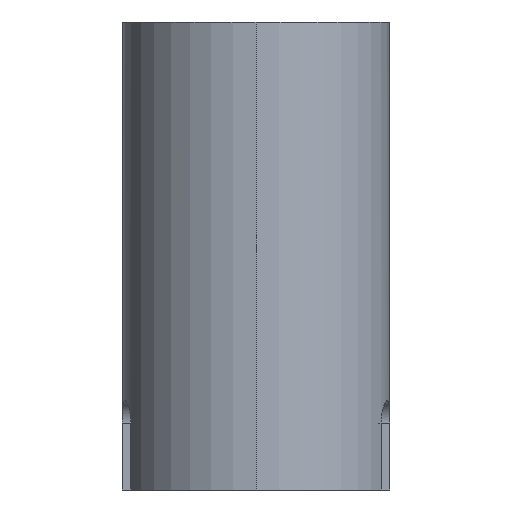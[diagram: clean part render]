
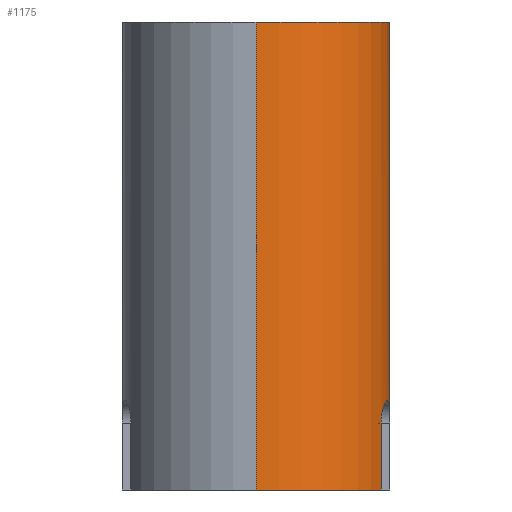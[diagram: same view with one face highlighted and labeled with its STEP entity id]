
A CAD part, left-side view. The second image highlights one B-rep face of the part: STEP entity #1175.
In plain terms, the highlighted cylindrical face has radius 6 mm (diameter 12 mm), a partial arc.
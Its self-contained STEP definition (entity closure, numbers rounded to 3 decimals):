
#58 = CARTESIAN_POINT ( 'NONE',  ( -25.155, -4.687, 21. ) ) ;
#112 = CARTESIAN_POINT ( 'NONE',  ( -31.027, -5.61, 0. ) ) ;
#209 = AXIS2_PLACEMENT_3D ( 'NONE', #1633, #482, #1449 ) ;
#210 = DIRECTION ( 'NONE',  ( -1., 0., 0. ) ) ;
#242 = VERTEX_POINT ( 'NONE', #1207 ) ;
#245 = AXIS2_PLACEMENT_3D ( 'NONE', #2225, #1080, #2412 ) ;
#290 = VERTEX_POINT ( 'NONE', #2151 ) ;
#299 = DIRECTION ( 'NONE',  ( 0., 0., -1. ) ) ;
#303 = DIRECTION ( 'NONE',  ( 0., 0., 1. ) ) ;
#318 = CARTESIAN_POINT ( 'NONE',  ( -28.9, 0., 21. ) ) ;
#361 = DIRECTION ( 'NONE',  ( 0., 0., 1. ) ) ;
#476 = LINE ( 'NONE', #919, #1103 ) ;
#482 = DIRECTION ( 'NONE',  ( 0., 0., 1. ) ) ;
#488 = AXIS2_PLACEMENT_3D ( 'NONE', #318, #299, #210 ) ;
#514 = EDGE_CURVE ( 'NONE', #1293, #290, #476, .T. ) ;
#519 = LINE ( 'NONE', #58, #1546 ) ;
#639 = ORIENTED_EDGE ( 'NONE', *, *, #1469, .F. ) ;
#659 = DIRECTION ( 'NONE',  ( 0., 0., 1. ) ) ;
#718 = EDGE_CURVE ( 'NONE', #242, #990, #1194, .T. ) ;
#741 = CARTESIAN_POINT ( 'NONE',  ( -28.9, 0., 21. ) ) ;
#766 = CARTESIAN_POINT ( 'NONE',  ( -25.155, -4.687, 21. ) ) ;
#782 = ORIENTED_EDGE ( 'NONE', *, *, #1933, .T. ) ;
#799 = CIRCLE ( 'NONE', #245, 6. ) ;
#811 = DIRECTION ( 'NONE',  ( 1., 0., 0. ) ) ;
#825 = DIRECTION ( 'NONE',  ( 0., 0., 1. ) ) ;
#861 = CARTESIAN_POINT ( 'NONE',  ( -31.027, -5.61, 21. ) ) ;
#902 = CARTESIAN_POINT ( 'NONE',  ( -29.027, -5.999, 3. ) ) ;
#913 = CARTESIAN_POINT ( 'NONE',  ( -34.9, 0., 21. ) ) ;
#919 = CARTESIAN_POINT ( 'NONE',  ( -34.9, 0., 21. ) ) ;
#990 = VERTEX_POINT ( 'NONE', #1114 ) ;
#1034 = VECTOR ( 'NONE', #361, 1000. ) ;
#1055 = ORIENTED_EDGE ( 'NONE', *, *, #514, .T. ) ;
#1060 = CYLINDRICAL_SURFACE ( 'NONE', #488, 6. ) ;
#1080 = DIRECTION ( 'NONE',  ( 0., 0., 1. ) ) ;
#1096 = LINE ( 'NONE', #2312, #1034 ) ;
#1103 = VECTOR ( 'NONE', #2064, 1000. ) ;
#1114 = CARTESIAN_POINT ( 'NONE',  ( -25.155, -4.687, 0. ) ) ;
#1146 = EDGE_CURVE ( 'NONE', #1384, #2230, #1992, .T. ) ;
#1169 = VERTEX_POINT ( 'NONE', #112 ) ;
#1175 = ADVANCED_FACE ( 'NONE', ( #1632 ), #1060, .T. ) ;
#1194 = CIRCLE ( 'NONE', #209, 6. ) ;
#1197 = EDGE_CURVE ( 'NONE', #1293, #1223, #2139, .T. ) ;
#1207 = CARTESIAN_POINT ( 'NONE',  ( -29.027, -5.999, 0. ) ) ;
#1223 = VERTEX_POINT ( 'NONE', #766 ) ;
#1244 = EDGE_LOOP ( 'NONE', ( #1963, #1055, #1706, #2088, #1850, #639, #2382, #782 ) ) ;
#1293 = VERTEX_POINT ( 'NONE', #913 ) ;
#1384 = VERTEX_POINT ( 'NONE', #902 ) ;
#1449 = DIRECTION ( 'NONE',  ( 1., 0., 0. ) ) ;
#1469 = EDGE_CURVE ( 'NONE', #242, #1384, #1096, .T. ) ;
#1546 = VECTOR ( 'NONE', #825, 1000. ) ;
#1632 = FACE_OUTER_BOUND ( 'NONE', #1244, .T. ) ;
#1633 = CARTESIAN_POINT ( 'NONE',  ( -28.9, 0., 0. ) ) ;
#1706 = ORIENTED_EDGE ( 'NONE', *, *, #2395, .T. ) ;
#1850 = ORIENTED_EDGE ( 'NONE', *, *, #1146, .F. ) ;
#1933 = EDGE_CURVE ( 'NONE', #990, #1223, #519, .T. ) ;
#1957 = CARTESIAN_POINT ( 'NONE',  ( -31.027, -5.61, 3. ) ) ;
#1963 = ORIENTED_EDGE ( 'NONE', *, *, #1197, .F. ) ;
#1992 = B_SPLINE_CURVE_WITH_KNOTS ( 'NONE', 3,
 ( #2184, #2014, #2130, #2214, #2234, #2243, #2247, #2256, #2285, #2291, #2300, #2328, #2341, #2354, #2400, #2418, #2442, #2454 ),
 .UNSPECIFIED., .F., .F.,
 ( 4, 2, 2, 2, 2, 2, 2, 2, 4 ),
 ( 0., 0., 0.001, 0.001, 0.002, 0.002, 0.002, 0.003, 0.003 ),
 .UNSPECIFIED. ) ;
#2014 = CARTESIAN_POINT ( 'NONE',  ( -29.027, -5.999, 3.134 ) ) ;
#2064 = DIRECTION ( 'NONE',  ( 0., 0., -1. ) ) ;
#2074 = EDGE_CURVE ( 'NONE', #1169, #2230, #2132, .T. ) ;
#2075 = VECTOR ( 'NONE', #303, 1000. ) ;
#2088 = ORIENTED_EDGE ( 'NONE', *, *, #2074, .T. ) ;
#2130 = CARTESIAN_POINT ( 'NONE',  ( -29.054, -5.998, 3.265 ) ) ;
#2132 = LINE ( 'NONE', #861, #2075 ) ;
#2139 = CIRCLE ( 'NONE', #2457, 6. ) ;
#2151 = CARTESIAN_POINT ( 'NONE',  ( -34.9, 0., 0. ) ) ;
#2184 = CARTESIAN_POINT ( 'NONE',  ( -29.027, -5.999, 3. ) ) ;
#2214 = CARTESIAN_POINT ( 'NONE',  ( -29.157, -5.995, 3.509 ) ) ;
#2225 = CARTESIAN_POINT ( 'NONE',  ( -28.9, 0., 0. ) ) ;
#2230 = VERTEX_POINT ( 'NONE', #1957 ) ;
#2234 = CARTESIAN_POINT ( 'NONE',  ( -29.232, -5.992, 3.621 ) ) ;
#2243 = CARTESIAN_POINT ( 'NONE',  ( -29.42, -5.978, 3.806 ) ) ;
#2247 = CARTESIAN_POINT ( 'NONE',  ( -29.534, -5.968, 3.879 ) ) ;
#2256 = CARTESIAN_POINT ( 'NONE',  ( -29.777, -5.937, 3.977 ) ) ;
#2285 = CARTESIAN_POINT ( 'NONE',  ( -29.908, -5.916, 4.001 ) ) ;
#2291 = CARTESIAN_POINT ( 'NONE',  ( -30.168, -5.866, 3.999 ) ) ;
#2300 = CARTESIAN_POINT ( 'NONE',  ( -30.296, -5.837, 3.972 ) ) ;
#2312 = CARTESIAN_POINT ( 'NONE',  ( -29.027, -5.999, 21. ) ) ;
#2328 = CARTESIAN_POINT ( 'NONE',  ( -30.534, -5.774, 3.872 ) ) ;
#2341 = CARTESIAN_POINT ( 'NONE',  ( -30.642, -5.742, 3.799 ) ) ;
#2354 = CARTESIAN_POINT ( 'NONE',  ( -30.826, -5.683, 3.616 ) ) ;
#2382 = ORIENTED_EDGE ( 'NONE', *, *, #718, .T. ) ;
#2395 = EDGE_CURVE ( 'NONE', #290, #1169, #799, .T. ) ;
#2400 = CARTESIAN_POINT ( 'NONE',  ( -30.899, -5.657, 3.507 ) ) ;
#2412 = DIRECTION ( 'NONE',  ( 1., 0., 0. ) ) ;
#2418 = CARTESIAN_POINT ( 'NONE',  ( -31.001, -5.621, 3.265 ) ) ;
#2442 = CARTESIAN_POINT ( 'NONE',  ( -31.027, -5.61, 3.134 ) ) ;
#2454 = CARTESIAN_POINT ( 'NONE',  ( -31.027, -5.61, 3. ) ) ;
#2457 = AXIS2_PLACEMENT_3D ( 'NONE', #741, #659, #811 ) ;
